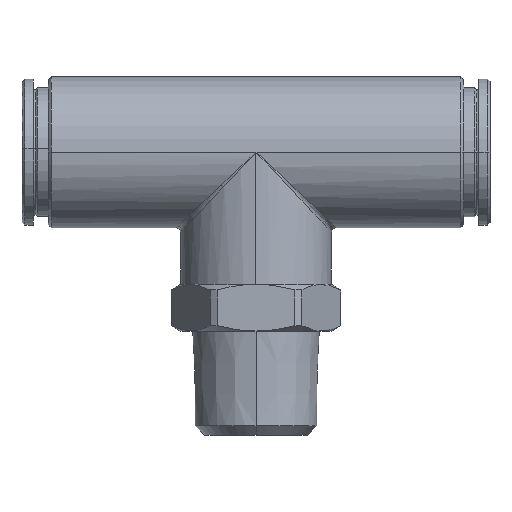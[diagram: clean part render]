
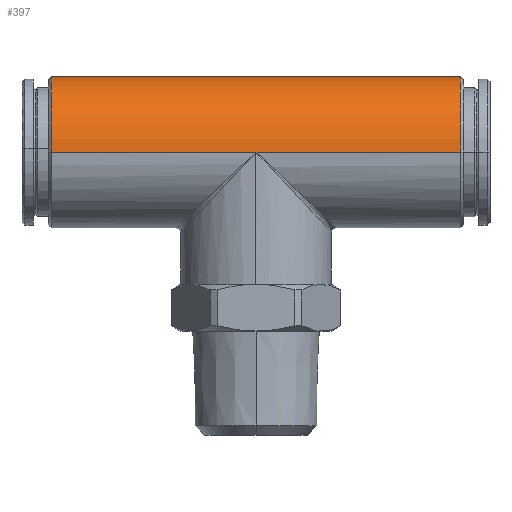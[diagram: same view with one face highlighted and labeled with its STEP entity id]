
A CAD part, top view. The second image highlights one B-rep face of the part: STEP entity #397.
In plain terms, the highlighted cylindrical face has radius 8 mm (diameter 16 mm), a partial arc.
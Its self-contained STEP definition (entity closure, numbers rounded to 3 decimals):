
#250 = ORIENTED_EDGE ( 'NONE', *, *, #256, .T. ) ;
#254 = EDGE_LOOP ( 'NONE', ( #250, #274, #279, #271, #277, #339 ) ) ;
#255 = EDGE_CURVE ( 'NONE', #341, #398, #1698, .T. ) ;
#256 = EDGE_CURVE ( 'NONE', #335, #396, #1671, .T. ) ;
#271 = ORIENTED_EDGE ( 'NONE', *, *, #272, .F. ) ;
#272 = EDGE_CURVE ( 'NONE', #342, #398, #1618, .T. ) ;
#274 = ORIENTED_EDGE ( 'NONE', *, *, #275, .T. ) ;
#275 = EDGE_CURVE ( 'NONE', #396, #341, #1624, .T. ) ;
#277 = ORIENTED_EDGE ( 'NONE', *, *, #343, .F. ) ;
#278 = VERTEX_POINT ( 'NONE', #1620 ) ;
#279 = ORIENTED_EDGE ( 'NONE', *, *, #255, .T. ) ;
#335 = VERTEX_POINT ( 'NONE', #1839 ) ;
#339 = ORIENTED_EDGE ( 'NONE', *, *, #340, .F. ) ;
#340 = EDGE_CURVE ( 'NONE', #335, #278, #1793, .T. ) ;
#341 = VERTEX_POINT ( 'NONE', #1795 ) ;
#342 = VERTEX_POINT ( 'NONE', #1861 ) ;
#343 = EDGE_CURVE ( 'NONE', #278, #342, #1815, .T. ) ;
#396 = VERTEX_POINT ( 'NONE', #1867 ) ;
#397 = ADVANCED_FACE ( 'NONE', ( #1890 ), #1889, .T. ) ;
#398 = VERTEX_POINT ( 'NONE', #2300 ) ;
#1595 = CARTESIAN_POINT ( 'NONE',  ( 21.7, 0., 0. ) ) ;
#1596 = AXIS2_PLACEMENT_3D ( 'NONE', #1595, #1629, #1628 ) ;
#1614 = DIRECTION ( 'NONE',  ( 0., 0., 1. ) ) ;
#1615 = DIRECTION ( 'NONE',  ( -1., 0., 0. ) ) ;
#1616 = CARTESIAN_POINT ( 'NONE',  ( -21.7, 0., 0. ) ) ;
#1617 = AXIS2_PLACEMENT_3D ( 'NONE', #1616, #1615, #1614 ) ;
#1618 = CIRCLE ( 'NONE', #1617, 8. ) ;
#1620 = CARTESIAN_POINT ( 'NONE',  ( 0., 0., 8. ) ) ;
#1621 = DIRECTION ( 'NONE',  ( -1., 0., 0. ) ) ;
#1622 = VECTOR ( 'NONE', #1621, 1000. ) ;
#1623 = CARTESIAN_POINT ( 'NONE',  ( -33.267, 0., -8. ) ) ;
#1624 = LINE ( 'NONE', #1623, #1622 ) ;
#1628 = DIRECTION ( 'NONE',  ( 0., 0., 1. ) ) ;
#1629 = DIRECTION ( 'NONE',  ( -1., 0., 0. ) ) ;
#1671 = CIRCLE ( 'NONE', #1596, 8. ) ;
#1672 = DIRECTION ( 'NONE',  ( -1., 0., 0. ) ) ;
#1673 = VECTOR ( 'NONE', #1672, 1000. ) ;
#1674 = CARTESIAN_POINT ( 'NONE',  ( -33.267, 0., -8. ) ) ;
#1698 = LINE ( 'NONE', #1674, #1673 ) ;
#1793 = LINE ( 'NONE', #1813, #1809 ) ;
#1795 = CARTESIAN_POINT ( 'NONE',  ( 0., 0., -8. ) ) ;
#1799 = VECTOR ( 'NONE', #1838, 1000. ) ;
#1809 = VECTOR ( 'NONE', #1840, 1000. ) ;
#1813 = CARTESIAN_POINT ( 'NONE',  ( -33.267, 0., 8. ) ) ;
#1815 = LINE ( 'NONE', #1837, #1799 ) ;
#1837 = CARTESIAN_POINT ( 'NONE',  ( -33.267, 0., 8. ) ) ;
#1838 = DIRECTION ( 'NONE',  ( -1., 0., 0. ) ) ;
#1839 = CARTESIAN_POINT ( 'NONE',  ( 21.7, 0., 8. ) ) ;
#1840 = DIRECTION ( 'NONE',  ( -1., 0., 0. ) ) ;
#1861 = CARTESIAN_POINT ( 'NONE',  ( -21.7, 0., 8. ) ) ;
#1867 = CARTESIAN_POINT ( 'NONE',  ( 21.7, 0., -8. ) ) ;
#1888 = CARTESIAN_POINT ( 'NONE',  ( -33.267, 0., 0. ) ) ;
#1889 = CYLINDRICAL_SURFACE ( 'NONE', #1926, 8. ) ;
#1890 = FACE_OUTER_BOUND ( 'NONE', #254, .T. ) ;
#1924 = DIRECTION ( 'NONE',  ( 0., 0., 1. ) ) ;
#1925 = DIRECTION ( 'NONE',  ( -1., 0., 0. ) ) ;
#1926 = AXIS2_PLACEMENT_3D ( 'NONE', #1888, #1925, #1924 ) ;
#2300 = CARTESIAN_POINT ( 'NONE',  ( -21.7, 0., -8. ) ) ;
